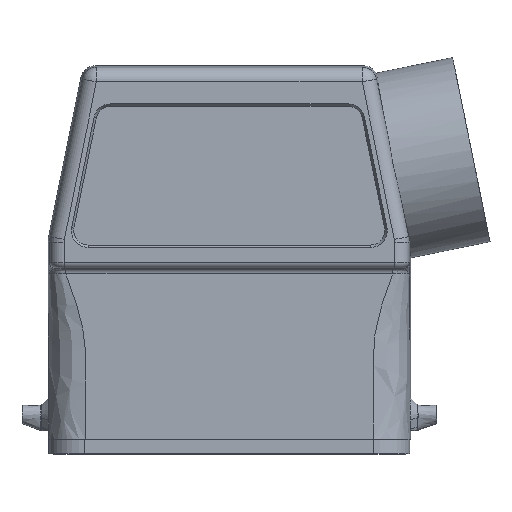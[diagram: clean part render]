
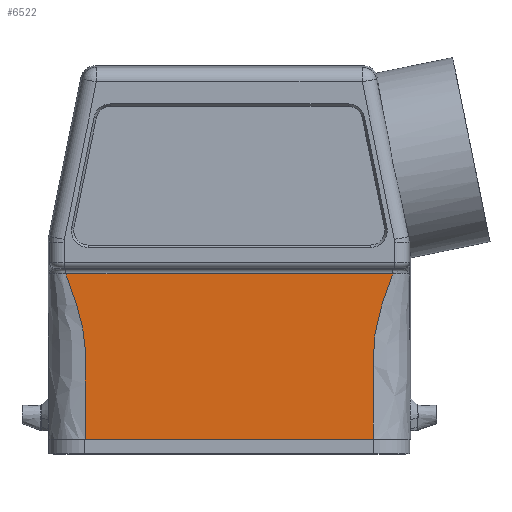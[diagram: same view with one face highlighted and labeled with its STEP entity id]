
A CAD part, front view. The second image highlights one B-rep face of the part: STEP entity #6522.
In plain terms, the highlighted planar face has unit normal (0, -1, 0).
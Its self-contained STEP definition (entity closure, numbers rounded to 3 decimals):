
#6477=CARTESIAN_POINT('',(0.,-14.75,0.0));
#6478=DIRECTION('',(0.0,-1.0,0.0));
#6479=DIRECTION('',(0.0,0.0,-1.0));
#6480=AXIS2_PLACEMENT_3D('',#6477,#6478,#6479);
#6481=PLANE('',#6480);
#6482=CARTESIAN_POINT('',(24.902,-14.75,-11.7));
#6483=VERTEX_POINT('',#6482);
#6484=CARTESIAN_POINT('',(28.257,-14.75,16.85));
#6485=VERTEX_POINT('',#6484);
#6486=CARTESIAN_POINT('',(24.902,-14.75,-11.7));
#6487=CARTESIAN_POINT('',(24.902,-14.75,-6.775));
#6488=CARTESIAN_POINT('',(24.902,-14.75,-1.85));
#6489=CARTESIAN_POINT('',(24.902,-14.75,7.667));
#6490=CARTESIAN_POINT('',(26.524,-14.75,12.258));
#6491=CARTESIAN_POINT('',(28.257,-14.75,16.85));
#6492=B_SPLINE_CURVE_WITH_KNOTS('',3,(#6486,#6487,#6488,#6489,#6490,#6491),.UNSPECIFIED.,.F.,.U.,(4,2,4),(0.621,0.777,0.921),.UNSPECIFIED.);
#6493=EDGE_CURVE('',#6483,#6485,#6492,.T.);
#6494=ORIENTED_EDGE('',*,*,#6493,.T.);
#6495=CARTESIAN_POINT('',(-28.257,-14.75,16.85));
#6496=VERTEX_POINT('',#6495);
#6497=CARTESIAN_POINT('',(28.257,-14.75,16.85));
#6498=DIRECTION('',(-1.0,0.0,0.0));
#6499=VECTOR('',#6498,56.515);
#6500=LINE('',#6497,#6499);
#6501=EDGE_CURVE('',#6485,#6496,#6500,.T.);
#6502=ORIENTED_EDGE('',*,*,#6501,.T.);
#6503=CARTESIAN_POINT('',(-24.902,-14.75,-11.7));
#6504=VERTEX_POINT('',#6503);
#6505=CARTESIAN_POINT('',(-28.257,-14.75,16.85));
#6506=CARTESIAN_POINT('',(-26.524,-14.75,12.258));
#6507=CARTESIAN_POINT('',(-24.902,-14.75,7.667));
#6508=CARTESIAN_POINT('',(-24.902,-14.75,-1.85));
#6509=CARTESIAN_POINT('',(-24.902,-14.75,-6.775));
#6510=CARTESIAN_POINT('',(-24.902,-14.75,-11.7));
#6511=B_SPLINE_CURVE_WITH_KNOTS('',3,(#6505,#6506,#6507,#6508,#6509,#6510),.UNSPECIFIED.,.F.,.U.,(4,2,4),(0.079,0.223,0.379),.UNSPECIFIED.);
#6512=EDGE_CURVE('',#6496,#6504,#6511,.T.);
#6513=ORIENTED_EDGE('',*,*,#6512,.T.);
#6514=CARTESIAN_POINT('',(-24.902,-14.75,-11.7));
#6515=DIRECTION('',(1.0,0.0,0.0));
#6516=VECTOR('',#6515,49.803);
#6517=LINE('',#6514,#6516);
#6518=EDGE_CURVE('',#6504,#6483,#6517,.T.);
#6519=ORIENTED_EDGE('',*,*,#6518,.T.);
#6520=EDGE_LOOP('',(#6494,#6502,#6513,#6519));
#6521=FACE_OUTER_BOUND('',#6520,.T.);
#6522=ADVANCED_FACE('',(#6521),#6481,.T.);
